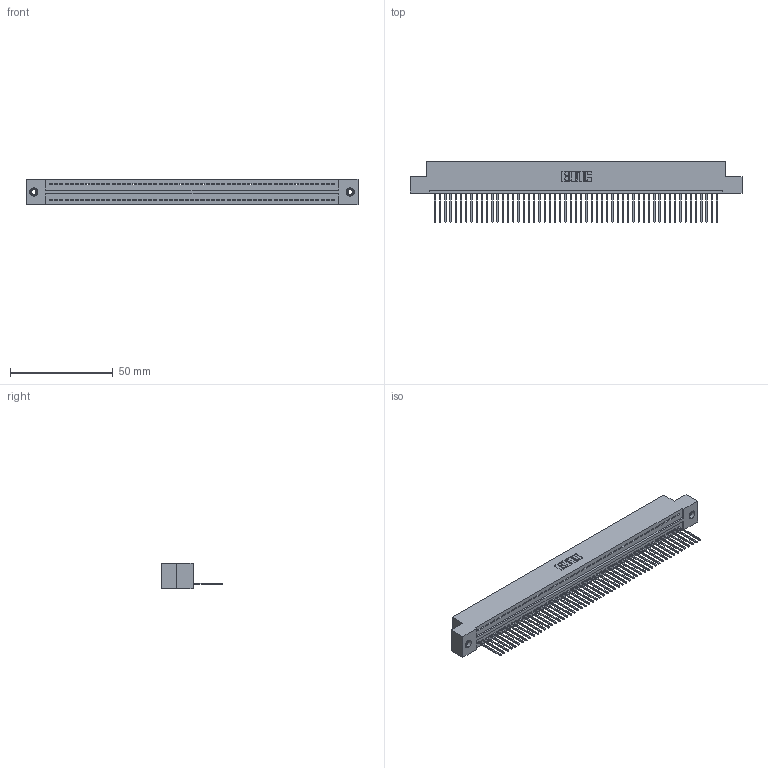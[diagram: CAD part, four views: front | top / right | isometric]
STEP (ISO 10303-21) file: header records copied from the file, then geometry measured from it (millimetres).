
FILE_DESCRIPTION (( 'STEP AP203' ), '1' );
FILE_NAME ('325-055-540-108.STEP', '2020-02-25T01:15:15', ( '' ), ( '' ), 'SwSTEP 2.0', 'SolidWorks 2016', '' );
FILE_SCHEMA (( 'CONFIG_CONTROL_DESIGN' ));
Length unit declared in the file: inch
Products named in the file (4): 345-250-001_345-250-003-102; 325 Part_TI; 325-292-001_325-293-140; 325-055-540-108
Assembly tree (58 placements, depth 2):
  325-055-540-108
    325 Part_TI
    325-292-001_325-293-140  x55
    345-250-001_345-250-003-102  x2
Bounding box: 161.42 x 29.46 x 12.45 mm (x, y, z)
Volume: 20662.3 mm3; surface area: 23360.5 mm2
Topology: 58 solids, 58 shells, 3364 faces, 10127 edges, 6670 vertices
Faces by surface type: plane 2412, cylinder 936, cone 12, torus 4
Entity records: 33146 total; most frequent: CARTESIAN_POINT 5698, ORIENTED_EDGE 5682, DIRECTION 4813, EDGE_CURVE 2841, LINE 2693, VECTOR 2693, VERTEX_POINT 1888, AXIS2_PLACEMENT_3D 1060
